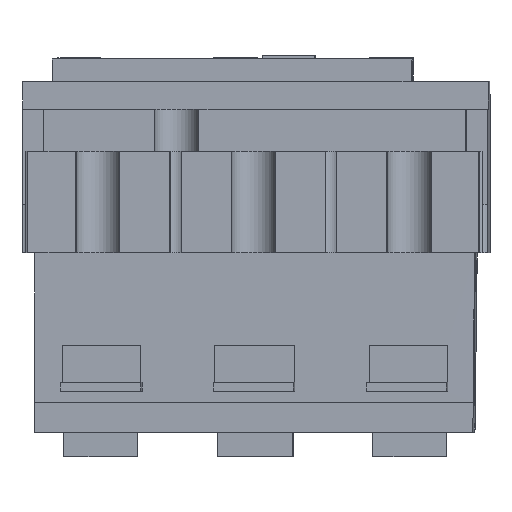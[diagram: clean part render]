
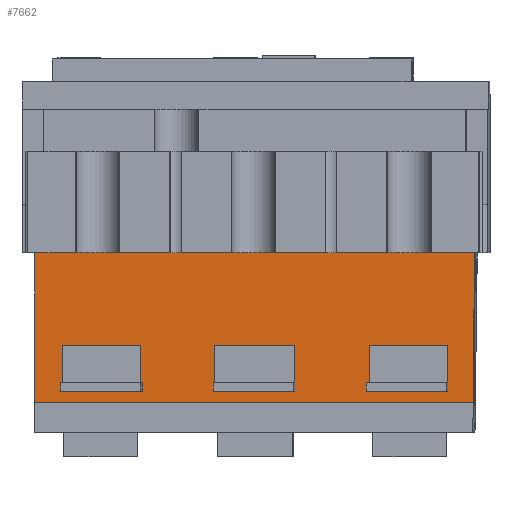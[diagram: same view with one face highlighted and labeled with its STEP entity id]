
A CAD part, front view. The second image highlights one B-rep face of the part: STEP entity #7662.
In plain terms, the highlighted planar face has unit normal (-0.018, -1, 0).
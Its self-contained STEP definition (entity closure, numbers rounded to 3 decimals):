
#836=DIRECTION('',(1.,-0.017,0.));
#837=VECTOR('',#836,99.049);
#838=CARTESIAN_POINT('',(1.564,19.676,45.85));
#839=LINE('',#838,#837);
#840=DIRECTION('',(-0.01,0.,-1.));
#841=VECTOR('',#840,33.602);
#842=CARTESIAN_POINT('',(100.597,17.948,45.85));
#843=LINE('',#842,#841);
#844=DIRECTION('',(-1.,0.013,0.004));
#845=VECTOR('',#844,0.1);
#846=CARTESIAN_POINT('',(100.249,17.959,12.25));
#847=LINE('',#846,#845);
#848=DIRECTION('',(0.,0.,1.));
#849=VECTOR('',#848,8.373);
#850=CARTESIAN_POINT('',(94.429,18.055,16.717));
#851=LINE('',#850,#849);
#852=DIRECTION('',(-1.,0.017,0.));
#853=VECTOR('',#852,17.55);
#854=CARTESIAN_POINT('',(94.429,18.055,25.09));
#855=LINE('',#854,#853);
#856=DIRECTION('',(0.,0.,-1.));
#857=VECTOR('',#856,8.373);
#858=CARTESIAN_POINT('',(76.882,18.361,25.09));
#859=LINE('',#858,#857);
#860=DIRECTION('',(-1.,0.017,0.));
#861=VECTOR('',#860,0.45);
#862=CARTESIAN_POINT('',(76.882,18.361,16.717));
#863=LINE('',#862,#861);
#864=DIRECTION('',(0.,0.,-1.));
#865=VECTOR('',#864,2.);
#866=CARTESIAN_POINT('',(76.432,18.369,16.717));
#867=LINE('',#866,#865);
#868=DIRECTION('',(0.,0.,1.));
#869=VECTOR('',#868,8.373);
#870=CARTESIAN_POINT('',(60.085,18.654,16.717));
#871=LINE('',#870,#869);
#872=DIRECTION('',(-1.,0.017,0.));
#873=VECTOR('',#872,18.);
#874=CARTESIAN_POINT('',(60.085,18.654,25.09));
#875=LINE('',#874,#873);
#876=DIRECTION('',(0.,0.,-1.));
#877=VECTOR('',#876,8.373);
#878=CARTESIAN_POINT('',(42.087,18.968,25.09));
#879=LINE('',#878,#877);
#880=DIRECTION('',(0.,0.,-1.));
#881=VECTOR('',#880,2.);
#882=CARTESIAN_POINT('',(42.087,18.968,16.717));
#883=LINE('',#882,#881);
#884=DIRECTION('',(0.,0.,1.));
#885=VECTOR('',#884,8.373);
#886=CARTESIAN_POINT('',(25.29,19.262,16.717));
#887=LINE('',#886,#885);
#888=DIRECTION('',(-1.,0.017,0.));
#889=VECTOR('',#888,17.55);
#890=CARTESIAN_POINT('',(25.29,19.262,25.09));
#891=LINE('',#890,#889);
#892=DIRECTION('',(0.,0.,-1.));
#893=VECTOR('',#892,8.373);
#894=CARTESIAN_POINT('',(7.743,19.568,25.09));
#895=LINE('',#894,#893);
#896=DIRECTION('',(0.,0.,-1.));
#897=VECTOR('',#896,2.);
#898=CARTESIAN_POINT('',(7.743,19.568,16.717));
#899=LINE('',#898,#897);
#900=DIRECTION('',(-1.,0.017,0.));
#901=VECTOR('',#900,0.45);
#902=CARTESIAN_POINT('',(25.74,19.254,16.717));
#903=LINE('',#902,#901);
#912=DIRECTION('',(1.,-0.017,0.));
#913=VECTOR('',#912,98.6);
#914=CARTESIAN_POINT('',(1.564,19.677,12.25));
#915=LINE('',#914,#913);
#1226=DIRECTION('',(0.,0.,-1.));
#1227=VECTOR('',#1226,33.6);
#1228=CARTESIAN_POINT('',(1.564,19.676,45.85));
#1229=LINE('',#1228,#1227);
#3833=DIRECTION('',(0.,0.,-1.));
#3834=VECTOR('',#3833,2.);
#3835=CARTESIAN_POINT('',(94.429,18.055,16.717));
#3836=LINE('',#3835,#3834);
#3841=DIRECTION('',(-1.,0.017,0.));
#3842=VECTOR('',#3841,18.);
#3843=CARTESIAN_POINT('',(94.429,18.055,14.717));
#3844=LINE('',#3843,#3842);
#3933=DIRECTION('',(0.,0.,-1.));
#3934=VECTOR('',#3933,2.);
#3935=CARTESIAN_POINT('',(60.085,18.654,16.717));
#3936=LINE('',#3935,#3934);
#3941=DIRECTION('',(-1.,0.017,0.));
#3942=VECTOR('',#3941,18.);
#3943=CARTESIAN_POINT('',(60.085,18.654,14.717));
#3944=LINE('',#3943,#3942);
#4033=DIRECTION('',(0.,0.,-1.));
#4034=VECTOR('',#4033,2.);
#4035=CARTESIAN_POINT('',(25.74,19.254,16.717));
#4036=LINE('',#4035,#4034);
#4041=DIRECTION('',(-1.,0.017,0.));
#4042=VECTOR('',#4041,18.);
#4043=CARTESIAN_POINT('',(25.74,19.254,14.717));
#4044=LINE('',#4043,#4042);
#5378=CARTESIAN_POINT('',(100.597,17.948,45.85));
#5380=VERTEX_POINT('',#5378);
#5382=CARTESIAN_POINT('',(1.564,19.676,45.85));
#5383=VERTEX_POINT('',#5382);
#5480=CARTESIAN_POINT('',(100.249,17.959,12.25));
#5481=VERTEX_POINT('',#5480);
#5482=CARTESIAN_POINT('',(100.149,17.961,12.25));
#5483=VERTEX_POINT('',#5482);
#5487=CARTESIAN_POINT('',(1.564,19.677,12.25));
#5488=VERTEX_POINT('',#5487);
#5489=CARTESIAN_POINT('',(94.429,18.055,16.717));
#5490=CARTESIAN_POINT('',(94.429,18.055,25.09));
#5491=VERTEX_POINT('',#5489);
#5492=VERTEX_POINT('',#5490);
#5493=CARTESIAN_POINT('',(76.882,18.361,25.09));
#5494=VERTEX_POINT('',#5493);
#5495=CARTESIAN_POINT('',(76.882,18.361,16.717));
#5496=VERTEX_POINT('',#5495);
#5497=CARTESIAN_POINT('',(76.432,18.369,16.717));
#5498=VERTEX_POINT('',#5497);
#5499=CARTESIAN_POINT('',(76.432,18.369,14.717));
#5500=VERTEX_POINT('',#5499);
#5501=CARTESIAN_POINT('',(94.429,18.055,14.717));
#5502=VERTEX_POINT('',#5501);
#5503=CARTESIAN_POINT('',(60.085,18.654,16.717));
#5504=CARTESIAN_POINT('',(60.085,18.654,25.09));
#5505=VERTEX_POINT('',#5503);
#5506=VERTEX_POINT('',#5504);
#5507=CARTESIAN_POINT('',(42.087,18.968,25.09));
#5508=VERTEX_POINT('',#5507);
#5509=CARTESIAN_POINT('',(42.087,18.968,16.717));
#5510=VERTEX_POINT('',#5509);
#5511=CARTESIAN_POINT('',(42.087,18.968,14.717));
#5512=VERTEX_POINT('',#5511);
#5513=CARTESIAN_POINT('',(60.085,18.654,14.717));
#5514=VERTEX_POINT('',#5513);
#5515=CARTESIAN_POINT('',(25.29,19.262,16.717));
#5516=CARTESIAN_POINT('',(25.29,19.262,25.09));
#5517=VERTEX_POINT('',#5515);
#5518=VERTEX_POINT('',#5516);
#5519=CARTESIAN_POINT('',(7.743,19.568,25.09));
#5520=VERTEX_POINT('',#5519);
#5521=CARTESIAN_POINT('',(7.743,19.568,16.717));
#5522=VERTEX_POINT('',#5521);
#5523=CARTESIAN_POINT('',(7.743,19.568,14.717));
#5524=VERTEX_POINT('',#5523);
#5525=CARTESIAN_POINT('',(25.74,19.254,14.717));
#5526=VERTEX_POINT('',#5525);
#5527=CARTESIAN_POINT('',(25.74,19.254,16.717));
#5528=VERTEX_POINT('',#5527);
#7602=CARTESIAN_POINT('',(-1.256,19.725,45.85));
#7603=DIRECTION('',(-0.017,-1.,0.));
#7604=DIRECTION('',(0.,0.,-1.));
#7605=AXIS2_PLACEMENT_3D('',#7602,#7603,#7604);
#7606=PLANE('',#7605);
#7608=ORIENTED_EDGE('',*,*,#7607,.F.);
#7610=ORIENTED_EDGE('',*,*,#7609,.F.);
#7611=ORIENTED_EDGE('',*,*,#7460,.T.);
#7612=ORIENTED_EDGE('',*,*,#7579,.T.);
#7613=ORIENTED_EDGE('',*,*,#7590,.T.);
#7614=EDGE_LOOP('',(#7608,#7610,#7611,#7612,#7613));
#7615=FACE_OUTER_BOUND('',#7614,.F.);
#7617=ORIENTED_EDGE('',*,*,#7616,.T.);
#7619=ORIENTED_EDGE('',*,*,#7618,.T.);
#7621=ORIENTED_EDGE('',*,*,#7620,.T.);
#7623=ORIENTED_EDGE('',*,*,#7622,.T.);
#7625=ORIENTED_EDGE('',*,*,#7624,.T.);
#7627=ORIENTED_EDGE('',*,*,#7626,.F.);
#7629=ORIENTED_EDGE('',*,*,#7628,.F.);
#7630=EDGE_LOOP('',(#7617,#7619,#7621,#7623,#7625,#7627,#7629));
#7631=FACE_BOUND('',#7630,.F.);
#7633=ORIENTED_EDGE('',*,*,#7632,.T.);
#7635=ORIENTED_EDGE('',*,*,#7634,.T.);
#7637=ORIENTED_EDGE('',*,*,#7636,.T.);
#7639=ORIENTED_EDGE('',*,*,#7638,.T.);
#7641=ORIENTED_EDGE('',*,*,#7640,.F.);
#7643=ORIENTED_EDGE('',*,*,#7642,.F.);
#7644=EDGE_LOOP('',(#7633,#7635,#7637,#7639,#7641,#7643));
#7645=FACE_BOUND('',#7644,.F.);
#7647=ORIENTED_EDGE('',*,*,#7646,.T.);
#7649=ORIENTED_EDGE('',*,*,#7648,.T.);
#7651=ORIENTED_EDGE('',*,*,#7650,.T.);
#7653=ORIENTED_EDGE('',*,*,#7652,.T.);
#7655=ORIENTED_EDGE('',*,*,#7654,.F.);
#7657=ORIENTED_EDGE('',*,*,#7656,.F.);
#7659=ORIENTED_EDGE('',*,*,#7658,.T.);
#7660=EDGE_LOOP('',(#7647,#7649,#7651,#7653,#7655,#7657,#7659));
#7661=FACE_BOUND('',#7660,.F.);
#7460=EDGE_CURVE('',#5383,#5380,#839,.T.);
#7579=EDGE_CURVE('',#5380,#5481,#843,.T.);
#7590=EDGE_CURVE('',#5481,#5483,#847,.T.);
#7607=EDGE_CURVE('',#5488,#5483,#915,.T.);
#7609=EDGE_CURVE('',#5383,#5488,#1229,.T.);
#7616=EDGE_CURVE('',#5491,#5492,#851,.T.);
#7618=EDGE_CURVE('',#5492,#5494,#855,.T.);
#7620=EDGE_CURVE('',#5494,#5496,#859,.T.);
#7622=EDGE_CURVE('',#5496,#5498,#863,.T.);
#7624=EDGE_CURVE('',#5498,#5500,#867,.T.);
#7626=EDGE_CURVE('',#5502,#5500,#3844,.T.);
#7628=EDGE_CURVE('',#5491,#5502,#3836,.T.);
#7632=EDGE_CURVE('',#5505,#5506,#871,.T.);
#7634=EDGE_CURVE('',#5506,#5508,#875,.T.);
#7636=EDGE_CURVE('',#5508,#5510,#879,.T.);
#7638=EDGE_CURVE('',#5510,#5512,#883,.T.);
#7640=EDGE_CURVE('',#5514,#5512,#3944,.T.);
#7642=EDGE_CURVE('',#5505,#5514,#3936,.T.);
#7646=EDGE_CURVE('',#5517,#5518,#887,.T.);
#7648=EDGE_CURVE('',#5518,#5520,#891,.T.);
#7650=EDGE_CURVE('',#5520,#5522,#895,.T.);
#7652=EDGE_CURVE('',#5522,#5524,#899,.T.);
#7654=EDGE_CURVE('',#5526,#5524,#4044,.T.);
#7656=EDGE_CURVE('',#5528,#5526,#4036,.T.);
#7658=EDGE_CURVE('',#5528,#5517,#903,.T.);
#7662=ADVANCED_FACE('',(#7615,#7631,#7645,#7661),#7606,.T.);
